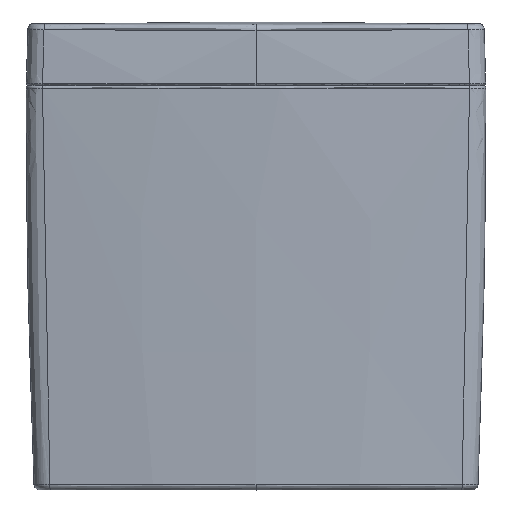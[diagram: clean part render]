
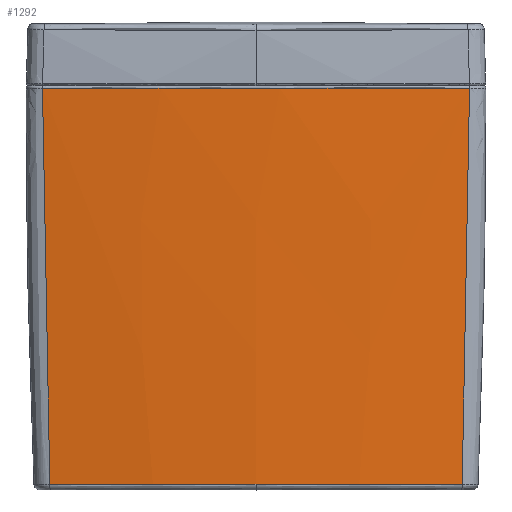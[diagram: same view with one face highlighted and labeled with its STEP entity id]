
A CAD part, front view. The second image highlights one B-rep face of the part: STEP entity #1292.
In plain terms, the highlighted free-form (B-spline) face has degree [3, 3] with [4, 7] control points.
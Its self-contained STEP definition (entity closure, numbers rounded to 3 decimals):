
#1292=ADVANCED_FACE('',(#1871),#1584,.F.);
#1584=B_SPLINE_SURFACE_WITH_KNOTS('',3,3,((#19142,#19143,#19144,#19145,
#19146,#19147,#19148),(#19149,#19150,#19151,#19152,#19153,#19154,#19155),
(#19156,#19157,#19158,#19159,#19160,#19161,#19162),(#19163,#19164,#19165,
#19166,#19167,#19168,#19169)),.UNSPECIFIED.,.F.,.F.,.F.,(4,4),(4,1,1,1,
4),(0.,1.),(0.,0.25,0.5,0.75,1.),.UNSPECIFIED.);
#1871=FACE_OUTER_BOUND('',#2392,.T.);
#2392=EDGE_LOOP('',(#3986,#3987,#3988,#3989,#3990));
#3986=ORIENTED_EDGE('',*,*,#6509,.T.);
#3987=ORIENTED_EDGE('',*,*,#6510,.T.);
#3988=ORIENTED_EDGE('',*,*,#6511,.T.);
#3989=ORIENTED_EDGE('',*,*,#6512,.T.);
#3990=ORIENTED_EDGE('',*,*,#6513,.T.);
#5557=VERTEX_POINT('',#19119);
#5558=VERTEX_POINT('',#19120);
#5559=VERTEX_POINT('',#19127);
#5560=VERTEX_POINT('',#19132);
#5561=VERTEX_POINT('',#19137);
#6509=EDGE_CURVE('',#5557,#5558,#7506,.T.);
#6510=EDGE_CURVE('',#5558,#5559,#7507,.T.);
#6511=EDGE_CURVE('',#5559,#5560,#7508,.T.);
#6512=EDGE_CURVE('',#5560,#5561,#7509,.T.);
#6513=EDGE_CURVE('',#5561,#5557,#7510,.T.);
#7506=B_SPLINE_CURVE_WITH_KNOTS('',3,(#19115,#19116,#19117,#19118),
 .UNSPECIFIED.,.F.,.F.,(4,4),(0.,1.),.UNSPECIFIED.);
#7507=B_SPLINE_CURVE_WITH_KNOTS('',3,(#19121,#19122,#19123,#19124,#19125,
#19126),.UNSPECIFIED.,.F.,.F.,(4,2,4),(0.,0.5,1.),.UNSPECIFIED.);
#7508=B_SPLINE_CURVE_WITH_KNOTS('',3,(#19128,#19129,#19130,#19131),
 .UNSPECIFIED.,.F.,.F.,(4,4),(0.,1.),.UNSPECIFIED.);
#7509=B_SPLINE_CURVE_WITH_KNOTS('',3,(#19133,#19134,#19135,#19136),
 .UNSPECIFIED.,.F.,.F.,(4,4),(0.,1.),.UNSPECIFIED.);
#7510=B_SPLINE_CURVE_WITH_KNOTS('',3,(#19138,#19139,#19140,#19141),
 .UNSPECIFIED.,.F.,.F.,(4,4),(0.,1.),.UNSPECIFIED.);
#19115=CARTESIAN_POINT('',(171.895,-139.363,14.066));
#19116=CARTESIAN_POINT('',(176.33,-142.606,124.043));
#19117=CARTESIAN_POINT('',(178.385,-145.874,234.112));
#19118=CARTESIAN_POINT('',(178.016,-149.153,344.178));
#19119=CARTESIAN_POINT('',(171.895,-139.363,14.066));
#19120=CARTESIAN_POINT('',(178.016,-149.153,344.178));
#19121=CARTESIAN_POINT('',(178.016,-149.153,344.178));
#19122=CARTESIAN_POINT('',(118.832,-154.884,344.184));
#19123=CARTESIAN_POINT('',(59.506,-157.703,344.187));
#19124=CARTESIAN_POINT('',(-59.412,-157.725,344.187));
#19125=CARTESIAN_POINT('',(-118.836,-154.891,344.184));
#19126=CARTESIAN_POINT('',(-178.018,-149.154,344.178));
#19127=CARTESIAN_POINT('',(-178.018,-149.154,344.178));
#19128=CARTESIAN_POINT('',(-178.018,-149.154,344.178));
#19129=CARTESIAN_POINT('',(-178.386,-145.874,234.112));
#19130=CARTESIAN_POINT('',(-176.331,-142.606,124.043));
#19131=CARTESIAN_POINT('',(-171.895,-139.363,14.066));
#19132=CARTESIAN_POINT('',(-171.895,-139.363,14.066));
#19133=CARTESIAN_POINT('',(-171.895,-139.363,14.066));
#19134=CARTESIAN_POINT('',(-114.856,-146.182,14.097));
#19135=CARTESIAN_POINT('',(-57.445,-149.616,14.113));
#19136=CARTESIAN_POINT('',(0.,-149.616,14.114));
#19137=CARTESIAN_POINT('',(0.,-149.616,14.114));
#19138=CARTESIAN_POINT('',(0.,-149.616,14.114));
#19139=CARTESIAN_POINT('',(57.437,-149.615,14.114));
#19140=CARTESIAN_POINT('',(114.864,-146.181,14.097));
#19141=CARTESIAN_POINT('',(171.895,-139.363,14.066));
#19142=CARTESIAN_POINT('',(191.621,-147.852,346.428));
#19143=CARTESIAN_POINT('',(159.799,-151.171,346.431));
#19144=CARTESIAN_POINT('',(95.983,-156.125,346.431));
#19145=CARTESIAN_POINT('',(0.,-158.583,346.427));
#19146=CARTESIAN_POINT('',(-95.984,-156.156,346.435));
#19147=CARTESIAN_POINT('',(-159.799,-151.171,346.43));
#19148=CARTESIAN_POINT('',(-191.621,-147.852,346.427));
#19149=CARTESIAN_POINT('',(191.947,-144.423,234.));
#19150=CARTESIAN_POINT('',(160.09,-147.957,234.002));
#19151=CARTESIAN_POINT('',(96.173,-153.248,234.002));
#19152=CARTESIAN_POINT('',(0.,-155.886,233.999));
#19153=CARTESIAN_POINT('',(-96.174,-153.268,234.004));
#19154=CARTESIAN_POINT('',(-160.09,-147.957,234.001));
#19155=CARTESIAN_POINT('',(-191.947,-144.423,233.999));
#19156=CARTESIAN_POINT('',(189.714,-140.993,121.565));
#19157=CARTESIAN_POINT('',(158.247,-144.743,121.566));
#19158=CARTESIAN_POINT('',(95.085,-150.371,121.566));
#19159=CARTESIAN_POINT('',(0.,-153.189,121.564));
#19160=CARTESIAN_POINT('',(-95.085,-150.381,121.567));
#19161=CARTESIAN_POINT('',(-158.247,-144.743,121.566));
#19162=CARTESIAN_POINT('',(-189.714,-140.993,121.565));
#19163=CARTESIAN_POINT('',(184.971,-137.567,9.236));
#19164=CARTESIAN_POINT('',(154.313,-141.532,9.236));
#19165=CARTESIAN_POINT('',(92.74,-147.496,9.236));
#19166=CARTESIAN_POINT('',(0.,-150.496,9.236));
#19167=CARTESIAN_POINT('',(-92.741,-147.496,9.236));
#19168=CARTESIAN_POINT('',(-154.313,-141.532,9.236));
#19169=CARTESIAN_POINT('',(-184.971,-137.567,9.236));
